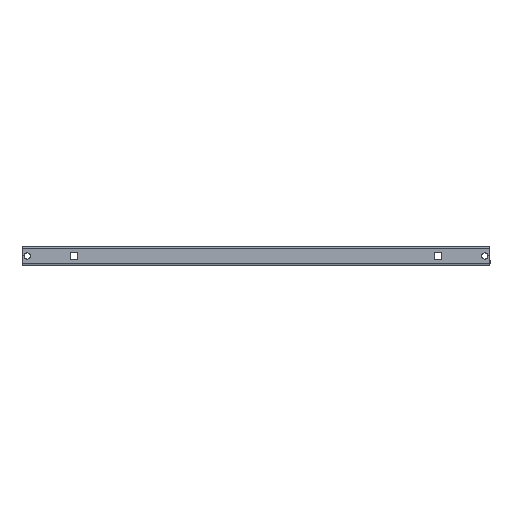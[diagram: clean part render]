
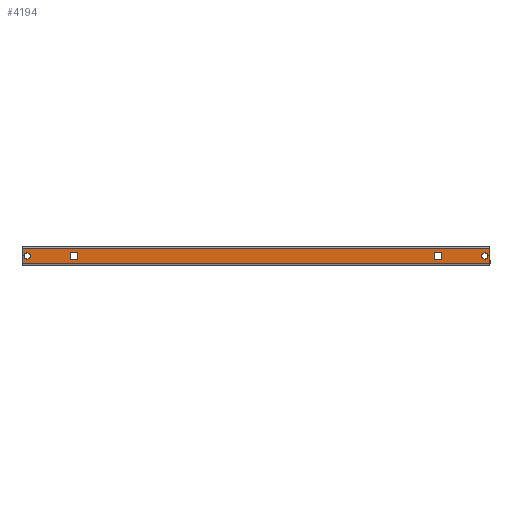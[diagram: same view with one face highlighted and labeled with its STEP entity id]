
A CAD part, left-side view. The second image highlights one B-rep face of the part: STEP entity #4194.
In plain terms, the highlighted planar face has unit normal (-1, 0, 0).
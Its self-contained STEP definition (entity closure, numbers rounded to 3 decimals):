
#150 = AXIS2_PLACEMENT_3D ( 'NONE', #498, #599, #603 ) ;
#258 = CARTESIAN_POINT ( 'NONE',  ( -343., -291., -14. ) ) ;
#259 = CARTESIAN_POINT ( 'NONE',  ( -343., -291., -6. ) ) ;
#265 = CARTESIAN_POINT ( 'NONE',  ( -343., 297.5, -0.01 ) ) ;
#346 = CARTESIAN_POINT ( 'NONE',  ( -343., 235.5, -5.5 ) ) ;
#351 = CARTESIAN_POINT ( 'NONE',  ( -343., 291., -14. ) ) ;
#355 = CARTESIAN_POINT ( 'NONE',  ( -343., -226.5, -5.5 ) ) ;
#359 = CARTESIAN_POINT ( 'NONE',  ( -343., 226.5, -14.5 ) ) ;
#361 = CARTESIAN_POINT ( 'NONE',  ( -343., 226.5, -5.5 ) ) ;
#452 = CARTESIAN_POINT ( 'NONE',  ( -343., -226.5, -14.5 ) ) ;
#459 = CARTESIAN_POINT ( 'NONE',  ( -343., -297.5, -0.01 ) ) ;
#498 = CARTESIAN_POINT ( 'NONE',  ( -343., 297.5, 0. ) ) ;
#513 = CARTESIAN_POINT ( 'NONE',  ( -343., 235.5, -14.5 ) ) ;
#560 = ORIENTED_EDGE ( 'NONE', *, *, #1999, .T. ) ;
#564 = ORIENTED_EDGE ( 'NONE', *, *, #2014, .T. ) ;
#582 = CARTESIAN_POINT ( 'NONE',  ( -343., -235.5, -5.5 ) ) ;
#585 = CARTESIAN_POINT ( 'NONE',  ( -343., -235.5, -14.5 ) ) ;
#586 = ORIENTED_EDGE ( 'NONE', *, *, #1993, .T. ) ;
#591 = ORIENTED_EDGE ( 'NONE', *, *, #1997, .T. ) ;
#593 = ORIENTED_EDGE ( 'NONE', *, *, #2002, .T. ) ;
#599 = DIRECTION ( 'NONE',  ( 1., 0., 0. ) ) ;
#603 = DIRECTION ( 'NONE',  ( 0., 0., -1. ) ) ;
#608 = ORIENTED_EDGE ( 'NONE', *, *, #2013, .T. ) ;
#624 = ORIENTED_EDGE ( 'NONE', *, *, #2012, .T. ) ;
#626 = ORIENTED_EDGE ( 'NONE', *, *, #1939, .T. ) ;
#644 = ORIENTED_EDGE ( 'NONE', *, *, #1988, .T. ) ;
#654 = ORIENTED_EDGE ( 'NONE', *, *, #1935, .T. ) ;
#658 = ORIENTED_EDGE ( 'NONE', *, *, #2003, .F. ) ;
#660 = ORIENTED_EDGE ( 'NONE', *, *, #2000, .T. ) ;
#679 = CARTESIAN_POINT ( 'NONE',  ( -343., 297.5, -19.99 ) ) ;
#684 = ORIENTED_EDGE ( 'NONE', *, *, #2001, .T. ) ;
#737 = ORIENTED_EDGE ( 'NONE', *, *, #1998, .T. ) ;
#769 = PLANE ( 'NONE',  #150 ) ;
#824 = CARTESIAN_POINT ( 'NONE',  ( -343., -297.5, -19.99 ) ) ;
#831 = CARTESIAN_POINT ( 'NONE',  ( -343., 291., -6. ) ) ;
#1497 = VECTOR ( 'NONE', #3915, 1000. ) ;
#1499 = LINE ( 'NONE', #3943, #1538 ) ;
#1529 = VECTOR ( 'NONE', #3920, 1000. ) ;
#1534 = LINE ( 'NONE', #3916, #1497 ) ;
#1538 = VECTOR ( 'NONE', #3925, 1000. ) ;
#1546 = VECTOR ( 'NONE', #3890, 1000. ) ;
#1547 = LINE ( 'NONE', #3891, #1546 ) ;
#1549 = VECTOR ( 'NONE', #3893, 1000. ) ;
#1550 = VECTOR ( 'NONE', #3939, 1000. ) ;
#1551 = LINE ( 'NONE', #3894, #1549 ) ;
#1553 = CIRCLE ( 'NONE', #1852, 4. ) ;
#1557 = LINE ( 'NONE', #3898, #1569 ) ;
#1558 = VECTOR ( 'NONE', #3903, 1000. ) ;
#1559 = VECTOR ( 'NONE', #3905, 1000. ) ;
#1560 = LINE ( 'NONE', #3955, #1550 ) ;
#1561 = LINE ( 'NONE', #3906, #1559 ) ;
#1562 = VECTOR ( 'NONE', #3907, 1000. ) ;
#1563 = LINE ( 'NONE', #3909, #1562 ) ;
#1564 = LINE ( 'NONE', #3927, #1529 ) ;
#1565 = VECTOR ( 'NONE', #3912, 1000. ) ;
#1566 = LINE ( 'NONE', #3914, #1565 ) ;
#1567 = CIRCLE ( 'NONE', #1853, 4. ) ;
#1568 = LINE ( 'NONE', #3926, #1558 ) ;
#1569 = VECTOR ( 'NONE', #3897, 1000. ) ;
#1852 = AXIS2_PLACEMENT_3D ( 'NONE', #3902, #3901, #3900 ) ;
#1853 = AXIS2_PLACEMENT_3D ( 'NONE', #3923, #3918, #3917 ) ;
#1878 = AXIS2_PLACEMENT_3D ( 'NONE', #4006, #3999, #3994 ) ;
#1880 = AXIS2_PLACEMENT_3D ( 'NONE', #4044, #4038, #4032 ) ;
#1935 = EDGE_CURVE ( 'NONE', #4942, #4939, #4902, .T. ) ;
#1939 = EDGE_CURVE ( 'NONE', #4132, #5224, #4884, .T. ) ;
#1988 = EDGE_CURVE ( 'NONE', #4083, #5228, #3660, .T. ) ;
#1993 = EDGE_CURVE ( 'NONE', #5228, #5222, #1560, .T. ) ;
#1997 = EDGE_CURVE ( 'NONE', #4100, #4955, #1499, .T. ) ;
#1998 = EDGE_CURVE ( 'NONE', #5222, #5223, #1564, .T. ) ;
#1999 = EDGE_CURVE ( 'NONE', #4939, #4942, #1567, .T. ) ;
#2000 = EDGE_CURVE ( 'NONE', #5223, #4083, #1534, .T. ) ;
#2001 = EDGE_CURVE ( 'NONE', #4098, #4100, #1566, .T. ) ;
#2002 = EDGE_CURVE ( 'NONE', #4934, #4098, #1563, .T. ) ;
#2003 = EDGE_CURVE ( 'NONE', #4934, #4955, #1561, .T. ) ;
#2011 = EDGE_CURVE ( 'NONE', #5220, #4140, #1568, .T. ) ;
#2012 = EDGE_CURVE ( 'NONE', #5224, #4132, #1553, .T. ) ;
#2013 = EDGE_CURVE ( 'NONE', #4140, #4135, #1557, .T. ) ;
#2014 = EDGE_CURVE ( 'NONE', #4135, #4966, #1551, .T. ) ;
#2015 = EDGE_CURVE ( 'NONE', #4966, #5220, #1547, .T. ) ;
#3431 = ORIENTED_EDGE ( 'NONE', *, *, #2015, .T. ) ;
#3432 = ORIENTED_EDGE ( 'NONE', *, *, #2011, .T. ) ;
#3658 = VECTOR ( 'NONE', #3952, 1000. ) ;
#3660 = LINE ( 'NONE', #3968, #3658 ) ;
#3890 = DIRECTION ( 'NONE',  ( 0., 0., 1. ) ) ;
#3891 = CARTESIAN_POINT ( 'NONE',  ( -343., -226.5, -14.5 ) ) ;
#3893 = DIRECTION ( 'NONE',  ( 0., 1., 0. ) ) ;
#3894 = CARTESIAN_POINT ( 'NONE',  ( -343., -235.5, -14.5 ) ) ;
#3897 = DIRECTION ( 'NONE',  ( 0., 0., -1. ) ) ;
#3898 = CARTESIAN_POINT ( 'NONE',  ( -343., -235.5, -14.5 ) ) ;
#3900 = DIRECTION ( 'NONE',  ( 0., 0., -1. ) ) ;
#3901 = DIRECTION ( 'NONE',  ( 1., 0., 0. ) ) ;
#3902 = CARTESIAN_POINT ( 'NONE',  ( -343., 291., -10. ) ) ;
#3903 = DIRECTION ( 'NONE',  ( 0., -1., 0. ) ) ;
#3905 = DIRECTION ( 'NONE',  ( 0., -1., 0. ) ) ;
#3906 = CARTESIAN_POINT ( 'NONE',  ( -343., 297.5, -0.01 ) ) ;
#3907 = DIRECTION ( 'NONE',  ( 0., 0., -1. ) ) ;
#3909 = CARTESIAN_POINT ( 'NONE',  ( -343., 297.5, -20. ) ) ;
#3912 = DIRECTION ( 'NONE',  ( 0., -1., 0. ) ) ;
#3914 = CARTESIAN_POINT ( 'NONE',  ( -343., 297.5, -19.99 ) ) ;
#3915 = DIRECTION ( 'NONE',  ( 0., 1., 0. ) ) ;
#3916 = CARTESIAN_POINT ( 'NONE',  ( -343., 235.5, -14.5 ) ) ;
#3917 = DIRECTION ( 'NONE',  ( 0., 0., -1. ) ) ;
#3918 = DIRECTION ( 'NONE',  ( 1., 0., 0. ) ) ;
#3920 = DIRECTION ( 'NONE',  ( 0., 0., -1. ) ) ;
#3923 = CARTESIAN_POINT ( 'NONE',  ( -343., -291., -10. ) ) ;
#3925 = DIRECTION ( 'NONE',  ( 0., 0., 1. ) ) ;
#3926 = CARTESIAN_POINT ( 'NONE',  ( -343., -235.5, -5.5 ) ) ;
#3927 = CARTESIAN_POINT ( 'NONE',  ( -343., 226.5, -14.5 ) ) ;
#3939 = DIRECTION ( 'NONE',  ( 0., -1., 0. ) ) ;
#3943 = CARTESIAN_POINT ( 'NONE',  ( -343., -297.5, 0. ) ) ;
#3952 = DIRECTION ( 'NONE',  ( 0., 0., 1. ) ) ;
#3955 = CARTESIAN_POINT ( 'NONE',  ( -343., 235.5, -5.5 ) ) ;
#3968 = CARTESIAN_POINT ( 'NONE',  ( -343., 235.5, -14.5 ) ) ;
#3994 = DIRECTION ( 'NONE',  ( 0., 0., -1. ) ) ;
#3999 = DIRECTION ( 'NONE',  ( 1., 0., 0. ) ) ;
#4006 = CARTESIAN_POINT ( 'NONE',  ( -343., 291., -10. ) ) ;
#4032 = DIRECTION ( 'NONE',  ( 0., 0., -1. ) ) ;
#4038 = DIRECTION ( 'NONE',  ( 1., 0., 0. ) ) ;
#4044 = CARTESIAN_POINT ( 'NONE',  ( -343., -291., -10. ) ) ;
#4083 = VERTEX_POINT ( 'NONE', #513 ) ;
#4098 = VERTEX_POINT ( 'NONE', #679 ) ;
#4100 = VERTEX_POINT ( 'NONE', #824 ) ;
#4132 = VERTEX_POINT ( 'NONE', #831 ) ;
#4135 = VERTEX_POINT ( 'NONE', #585 ) ;
#4140 = VERTEX_POINT ( 'NONE', #582 ) ;
#4194 = ADVANCED_FACE ( 'NONE', ( #4830, #4823, #4820, #4818, #4828 ), #769, .F. ) ;
#4509 = EDGE_LOOP ( 'NONE', ( #608, #564, #3431, #3432 ) ) ;
#4512 = EDGE_LOOP ( 'NONE', ( #660, #644, #586, #737 ) ) ;
#4513 = EDGE_LOOP ( 'NONE', ( #624, #626 ) ) ;
#4514 = EDGE_LOOP ( 'NONE', ( #560, #654 ) ) ;
#4516 = EDGE_LOOP ( 'NONE', ( #684, #591, #658, #593 ) ) ;
#4818 = FACE_BOUND ( 'NONE', #4513, .T. ) ;
#4820 = FACE_OUTER_BOUND ( 'NONE', #4516, .T. ) ;
#4823 = FACE_BOUND ( 'NONE', #4512, .T. ) ;
#4828 = FACE_BOUND ( 'NONE', #4509, .T. ) ;
#4830 = FACE_BOUND ( 'NONE', #4514, .T. ) ;
#4884 = CIRCLE ( 'NONE', #1878, 4. ) ;
#4902 = CIRCLE ( 'NONE', #1880, 4. ) ;
#4934 = VERTEX_POINT ( 'NONE', #265 ) ;
#4939 = VERTEX_POINT ( 'NONE', #258 ) ;
#4942 = VERTEX_POINT ( 'NONE', #259 ) ;
#4955 = VERTEX_POINT ( 'NONE', #459 ) ;
#4966 = VERTEX_POINT ( 'NONE', #452 ) ;
#5220 = VERTEX_POINT ( 'NONE', #355 ) ;
#5222 = VERTEX_POINT ( 'NONE', #361 ) ;
#5223 = VERTEX_POINT ( 'NONE', #359 ) ;
#5224 = VERTEX_POINT ( 'NONE', #351 ) ;
#5228 = VERTEX_POINT ( 'NONE', #346 ) ;
